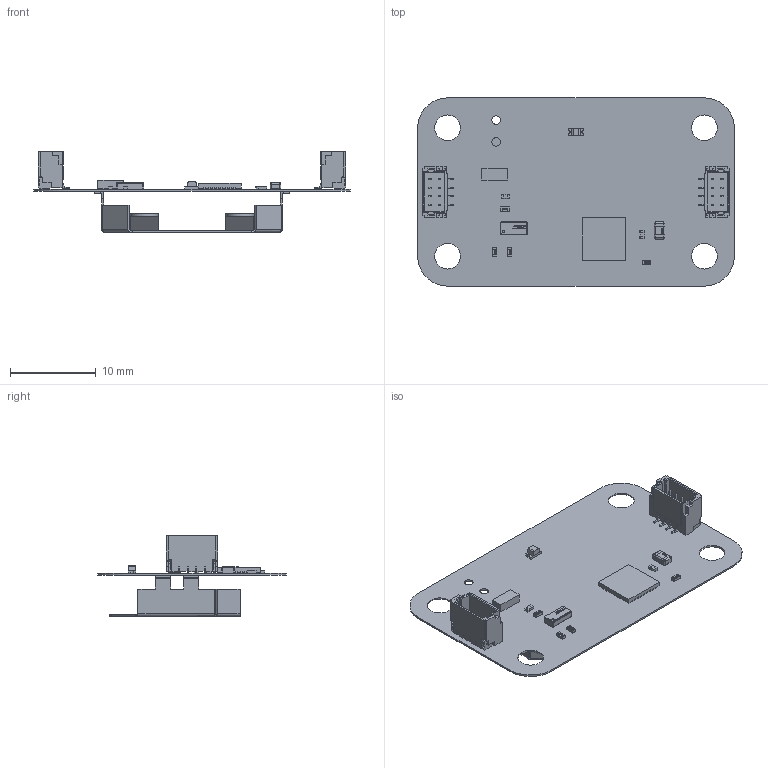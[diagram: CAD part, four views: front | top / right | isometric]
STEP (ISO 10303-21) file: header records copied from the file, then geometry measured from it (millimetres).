
FILE_DESCRIPTION(('Open CASCADE Model'),'2;1');
FILE_NAME('Open CASCADE Shape Model','2025-04-15T13:12:41',('Author'),( 'Open CASCADE'),'Open CASCADE STEP processor 7.5','Open CASCADE 7.5' ,'Unknown');
FILE_SCHEMA(('AUTOMOTIVE_DESIGN { 1 0 10303 214 1 1 1 1 }'));
Length unit declared in the file: millimetre
Products named in the file (46): PCB; Board; Open CASCADE STEP translator 7.5 10.1.1; STAT1; 0603 LED Green; Solid1; Solid4; R7; User Library-R SMD 0402; User Library-R SMD 0402_0402 BODY; User Library-R SMD 0402_0402 PAD; User Library-R SMD 0402_0402 OPIS; U2; IC_Micro_Crystal_RV-8803-C7-32_768KHZ-3PPM-TA-QC_eec; Body; pad_cor; pad; pad_cor2; top; logo; R6; R5; D1; 6736259056; Extruded; C3; C0402; BT1; Batt_Memory_Protection_Devices_BK-912_eec; BK-912; C2; 0805 SMD Capacitor; U; DUELink-U-Connector-BM04B-SRSS-TB; D; DUELink-Connector-BM04B-SRSS-TB; R4; C1; Free-Models; STM32-QFN32
Assembly tree (55 placements, depth 4):
  PCB
    Board
      Open CASCADE STEP translator 7.5 10.1.1
    STAT1
      0603 LED Green
        Solid1
        Solid4
        Solid1
        Solid1
        Solid4
        Solid1
        Solid1
        Solid1
    R7
      User Library-R SMD 0402
        User Library-R SMD 0402_0402 BODY
        User Library-R SMD 0402_0402 PAD  x2
        User Library-R SMD 0402_0402 OPIS
    U2
      IC_Micro_Crystal_RV-8803-C7-32_768KHZ-3PPM-TA-QC_eec
        Body
        pad_cor  x2
        pad  x4
        pad_cor2  x2
        top
        logo
    R6
      User Library-R SMD 0402
        User Library-R SMD 0402_0402 BODY
        User Library-R SMD 0402_0402 PAD  x2
        User Library-R SMD 0402_0402 OPIS
    R5
      User Library-R SMD 0402
        User Library-R SMD 0402_0402 BODY
        User Library-R SMD 0402_0402 PAD  x2
        User Library-R SMD 0402_0402 OPIS
    D1
      6736259056
        Extruded
    C3
      C0402
    BT1
      Batt_Memory_Protection_Devices_BK-912_eec
        BK-912
    C2
      0805 SMD Capacitor
    U
      DUELink-U-Connector-BM04B-SRSS-TB
    D
      DUELink-Connector-BM04B-SRSS-TB
    R4
      User Library-R SMD 0402
        User Library-R SMD 0402_0402 BODY
        User Library-R SMD 0402_0402 PAD  x2
        User Library-R SMD 0402_0402 OPIS
    C1
      C0402
    Free-Models
      STM32-QFN32
Bounding box: 37 x 22 x 9.44 mm (x, y, z)
Volume: 338.6 mm3; surface area: 2921.7 mm2
Topology: 117 solids, 117 shells, 1955 faces, 6190 edges, 5934 vertices
Faces by surface type: plane 1408, cylinder 320, bspline 199, revolution 16, sphere 8, torus 4
Full cylindrical faces by diameter (mm): 0.255 x1, 1.016 x2, 3 x4
Entity records: 66171 total; most frequent: CARTESIAN_POINT 16916, DIRECTION 8673, ORIENTED_EDGE 7570, LINE 4431, VECTOR 4431, EDGE_CURVE 3785, VERTEX_POINT 2448, AXIS2_PLACEMENT_3D 2117
